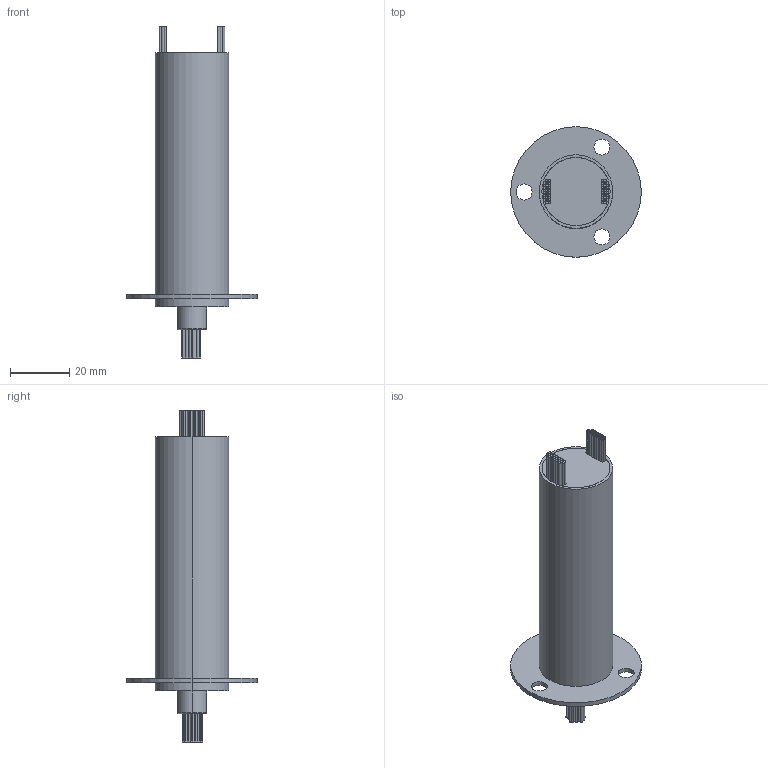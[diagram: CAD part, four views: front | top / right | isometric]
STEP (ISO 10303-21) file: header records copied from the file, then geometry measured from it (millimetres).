
FILE_DESCRIPTION (( 'STEP AP203' ), '1' );
FILE_NAME ('MC857.STEP', '2020-07-10T01:41:10', ( '微软用户' ), ( '微软中国' ), 'SwSTEP 2.0', 'SolidWorks 2014', '' );
FILE_SCHEMA (( 'CONFIG_CONTROL_DESIGN' ));
Length unit declared in the file: millimetre
Products named in the file (1): MC857
Bounding box: 44 x 44 x 111.9 mm (x, y, z)
Volume: 43387.6 mm3; surface area: 12688.2 mm2
Topology: 1 solids, 1 shells, 320 faces, 650 edges, 432 vertices
Faces by surface type: cylinder 208, plane 108, torus 4
Entity records: 8695 total; most frequent: DIRECTION 1716, CARTESIAN_POINT 1403, ORIENTED_EDGE 1300, AXIS2_PLACEMENT_3D 745, EDGE_CURVE 650, VERTEX_POINT 432, EDGE_LOOP 426, CIRCLE 424
